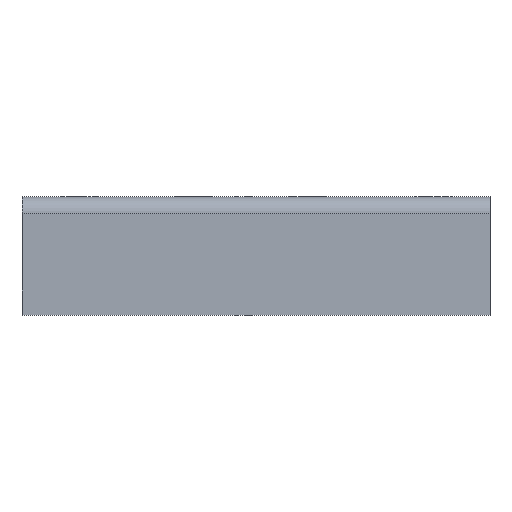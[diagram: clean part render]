
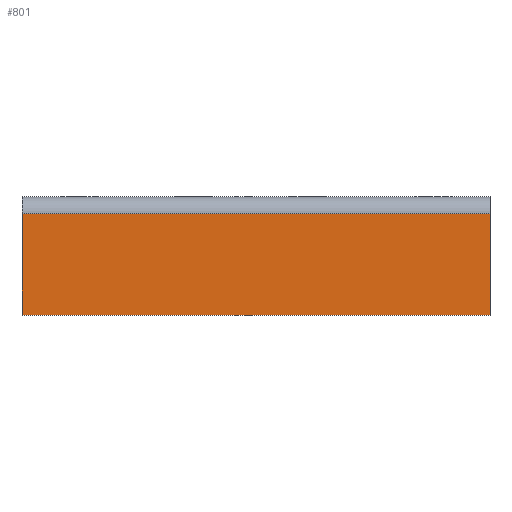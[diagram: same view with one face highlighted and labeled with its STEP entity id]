
A CAD part, top view. The second image highlights one B-rep face of the part: STEP entity #801.
In plain terms, the highlighted planar face has unit normal (0, 0, 1).
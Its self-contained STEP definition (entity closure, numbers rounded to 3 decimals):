
#15 = LINE ( 'NONE', #632, #748 ) ;
#18 = DIRECTION ( 'NONE',  ( 0., 0., -1. ) ) ;
#40 = CARTESIAN_POINT ( 'NONE',  ( 82., -26.75, 25. ) ) ;
#96 = ORIENTED_EDGE ( 'NONE', *, *, #523, .F. ) ;
#161 = VECTOR ( 'NONE', #727, 1000. ) ;
#187 = DIRECTION ( 'NONE',  ( 0., -1., 0. ) ) ;
#199 = EDGE_CURVE ( 'NONE', #651, #631, #685, .T. ) ;
#200 = CARTESIAN_POINT ( 'NONE',  ( 82., 8.75, 25. ) ) ;
#214 = DIRECTION ( 'NONE',  ( 0., 1., 0. ) ) ;
#218 = EDGE_CURVE ( 'NONE', #659, #499, #15, .T. ) ;
#265 = VECTOR ( 'NONE', #391, 1000. ) ;
#267 = EDGE_CURVE ( 'NONE', #651, #659, #386, .T. ) ;
#268 = VECTOR ( 'NONE', #680, 1000. ) ;
#386 = LINE ( 'NONE', #434, #268 ) ;
#391 = DIRECTION ( 'NONE',  ( 0., -1., 0. ) ) ;
#403 = FACE_OUTER_BOUND ( 'NONE', #777, .T. ) ;
#409 = ORIENTED_EDGE ( 'NONE', *, *, #199, .F. ) ;
#434 = CARTESIAN_POINT ( 'NONE',  ( 82., 8.75, 25. ) ) ;
#480 = ORIENTED_EDGE ( 'NONE', *, *, #267, .T. ) ;
#499 = VERTEX_POINT ( 'NONE', #602 ) ;
#523 = EDGE_CURVE ( 'NONE', #631, #499, #657, .T. ) ;
#542 = CARTESIAN_POINT ( 'NONE',  ( -82., 8.75, 25. ) ) ;
#572 = CARTESIAN_POINT ( 'NONE',  ( 82., 8.75, 25. ) ) ;
#578 = PLANE ( 'NONE',  #622 ) ;
#602 = CARTESIAN_POINT ( 'NONE',  ( -82., -26.75, 25. ) ) ;
#622 = AXIS2_PLACEMENT_3D ( 'NONE', #572, #18, #214 ) ;
#631 = VERTEX_POINT ( 'NONE', #40 ) ;
#632 = CARTESIAN_POINT ( 'NONE',  ( -82., 8.75, 25. ) ) ;
#651 = VERTEX_POINT ( 'NONE', #200 ) ;
#657 = LINE ( 'NONE', #794, #161 ) ;
#659 = VERTEX_POINT ( 'NONE', #542 ) ;
#680 = DIRECTION ( 'NONE',  ( -1., 0., 0. ) ) ;
#684 = ORIENTED_EDGE ( 'NONE', *, *, #218, .T. ) ;
#685 = LINE ( 'NONE', #696, #265 ) ;
#696 = CARTESIAN_POINT ( 'NONE',  ( 82., 8.75, 25. ) ) ;
#727 = DIRECTION ( 'NONE',  ( -1., 0., 0. ) ) ;
#748 = VECTOR ( 'NONE', #187, 1000. ) ;
#777 = EDGE_LOOP ( 'NONE', ( #684, #96, #409, #480 ) ) ;
#794 = CARTESIAN_POINT ( 'NONE',  ( 82., -26.75, 25. ) ) ;
#801 = ADVANCED_FACE ( 'NONE', ( #403 ), #578, .F. ) ;
